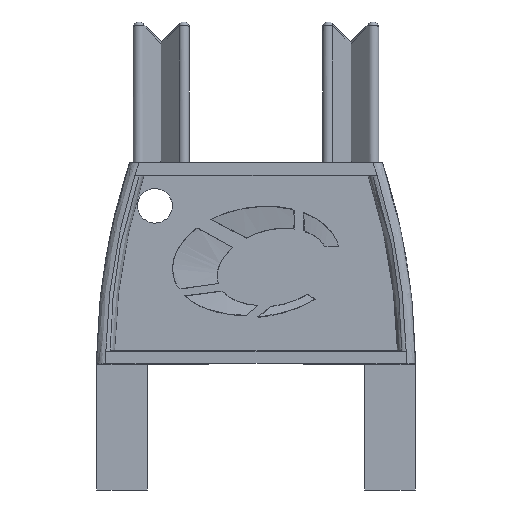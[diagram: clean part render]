
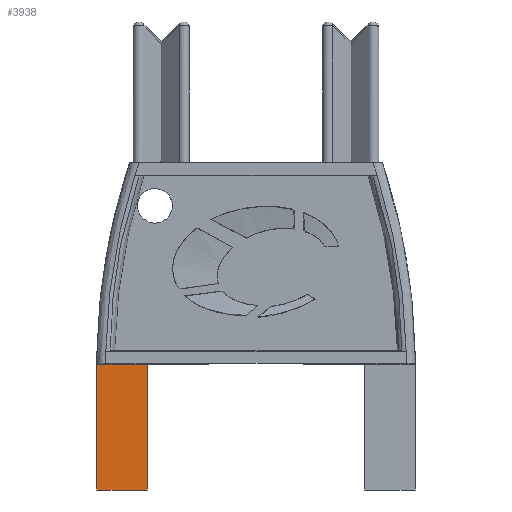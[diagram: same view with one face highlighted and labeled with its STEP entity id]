
A CAD part, front view. The second image highlights one B-rep face of the part: STEP entity #3938.
In plain terms, the highlighted planar face has unit normal (0, -1, 0).
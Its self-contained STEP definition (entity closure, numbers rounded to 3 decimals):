
#144 = EDGE_CURVE ( 'NONE', #7643, #6842, #233, .T. ) ;
#202 = CARTESIAN_POINT ( 'NONE',  ( -25.2, -1.325, -0.052 ) ) ;
#233 = LINE ( 'NONE', #6947, #7985 ) ;
#802 = LINE ( 'NONE', #8329, #5951 ) ;
#831 = CARTESIAN_POINT ( 'NONE',  ( -17.2, -1.325, -20. ) ) ;
#1113 = CARTESIAN_POINT ( 'NONE',  ( -74.8, -1.325, -20. ) ) ;
#1691 = ORIENTED_EDGE ( 'NONE', *, *, #144, .F. ) ;
#1755 = VECTOR ( 'NONE', #5154, 1000. ) ;
#2007 = EDGE_CURVE ( 'NONE', #8906, #7643, #802, .T. ) ;
#2493 = LINE ( 'NONE', #4404, #2878 ) ;
#2878 = VECTOR ( 'NONE', #5254, 1000. ) ;
#2916 = DIRECTION ( 'NONE',  ( 1., 0., 0. ) ) ;
#3217 = EDGE_CURVE ( 'NONE', #3442, #8906, #8504, .T. ) ;
#3344 = DIRECTION ( 'NONE',  ( 0., 0., 1. ) ) ;
#3388 = DIRECTION ( 'NONE',  ( 0., -1., 0. ) ) ;
#3442 = VERTEX_POINT ( 'NONE', #831 ) ;
#3477 = PLANE ( 'NONE',  #4056 ) ;
#3938 = ADVANCED_FACE ( 'NONE', ( #6293 ), #3477, .T. ) ;
#4046 = ORIENTED_EDGE ( 'NONE', *, *, #2007, .F. ) ;
#4056 = AXIS2_PLACEMENT_3D ( 'NONE', #5567, #3388, #8911 ) ;
#4165 = CARTESIAN_POINT ( 'NONE',  ( -25.2, -1.325, -20. ) ) ;
#4404 = CARTESIAN_POINT ( 'NONE',  ( -17.2, -1.325, 0. ) ) ;
#5154 = DIRECTION ( 'NONE',  ( -1., 0., 0. ) ) ;
#5254 = DIRECTION ( 'NONE',  ( 0., 0., -1. ) ) ;
#5567 = CARTESIAN_POINT ( 'NONE',  ( -74.8, -1.325, 0. ) ) ;
#5679 = ORIENTED_EDGE ( 'NONE', *, *, #6652, .F. ) ;
#5789 = EDGE_LOOP ( 'NONE', ( #1691, #4046, #8651, #5679 ) ) ;
#5951 = VECTOR ( 'NONE', #3344, 1000. ) ;
#6293 = FACE_OUTER_BOUND ( 'NONE', #5789, .T. ) ;
#6652 = EDGE_CURVE ( 'NONE', #6842, #3442, #2493, .T. ) ;
#6842 = VERTEX_POINT ( 'NONE', #8107 ) ;
#6947 = CARTESIAN_POINT ( 'NONE',  ( 0., -1.325, -0.052 ) ) ;
#7643 = VERTEX_POINT ( 'NONE', #202 ) ;
#7985 = VECTOR ( 'NONE', #2916, 1000. ) ;
#8107 = CARTESIAN_POINT ( 'NONE',  ( -17.2, -1.325, -0.052 ) ) ;
#8329 = CARTESIAN_POINT ( 'NONE',  ( -25.2, -1.325, 0. ) ) ;
#8504 = LINE ( 'NONE', #1113, #1755 ) ;
#8651 = ORIENTED_EDGE ( 'NONE', *, *, #3217, .F. ) ;
#8906 = VERTEX_POINT ( 'NONE', #4165 ) ;
#8911 = DIRECTION ( 'NONE',  ( 0., 0., -1. ) ) ;
